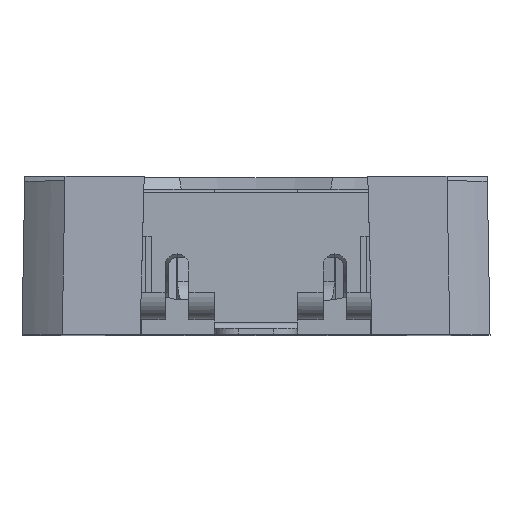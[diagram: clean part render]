
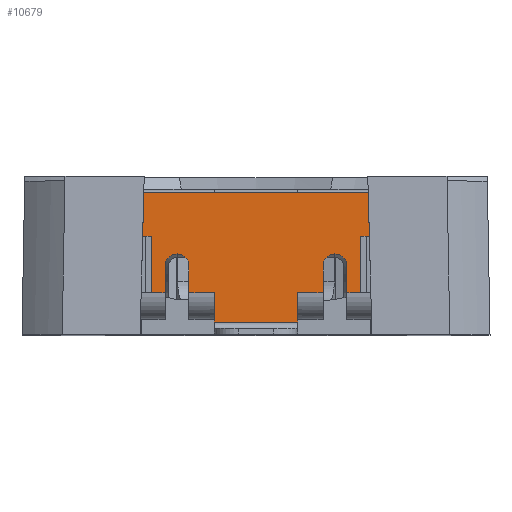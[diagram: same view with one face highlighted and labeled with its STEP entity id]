
A CAD part, top view. The second image highlights one B-rep face of the part: STEP entity #10679.
In plain terms, the highlighted planar face has unit normal (0, 0, 1).
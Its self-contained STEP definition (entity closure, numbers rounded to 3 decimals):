
#2242=EDGE_CURVE('',#5042,#5016,#5045,.T.);
#2244=EDGE_CURVE('',#5047,#5048,#5049,.T.);
#2246=EDGE_CURVE('',#5047,#5051,#5052,.T.);
#2248=EDGE_CURVE('',#5054,#5051,#5055,.T.);
#2250=EDGE_CURVE('',#5054,#5016,#5057,.T.);
#2252=EDGE_CURVE('',#5042,#5059,#5060,.T.);
#2254=EDGE_CURVE('',#5059,#5062,#5063,.T.);
#2256=EDGE_CURVE('',#5062,#5065,#5066,.T.);
#2258=EDGE_CURVE('',#5065,#5068,#5069,.T.);
#2260=EDGE_CURVE('',#5071,#5068,#5072,.T.);
#2262=EDGE_CURVE('',#5074,#5071,#5075,.T.);
#2264=EDGE_CURVE('',#5074,#5077,#5078,.T.);
#2266=EDGE_CURVE('',#5080,#5077,#5081,.T.);
#2268=EDGE_CURVE('',#5080,#5083,#5084,.T.);
#2270=EDGE_CURVE('',#5086,#5083,#5087,.T.);
#2272=EDGE_CURVE('',#5089,#5086,#5090,.T.);
#2274=EDGE_CURVE('',#5089,#5092,#5093,.T.);
#2276=EDGE_CURVE('',#5092,#5095,#5096,.T.);
#2278=EDGE_CURVE('',#5098,#5095,#5099,.T.);
#2280=EDGE_CURVE('',#5098,#5101,#5102,.T.);
#2282=EDGE_CURVE('',#5104,#5101,#5105,.T.);
#2284=EDGE_CURVE('',#5104,#5107,#5108,.T.);
#2286=EDGE_CURVE('',#5107,#5110,#5111,.T.);
#2288=EDGE_CURVE('',#5110,#5113,#5114,.T.);
#2290=EDGE_CURVE('',#5113,#5116,#5117,.T.);
#2292=EDGE_CURVE('',#5119,#5116,#5120,.T.);
#2294=EDGE_CURVE('',#5122,#5119,#5123,.T.);
#2296=EDGE_CURVE('',#5125,#5122,#5126,.T.);
#2298=EDGE_CURVE('',#5125,#5128,#5129,.T.);
#2300=EDGE_CURVE('',#5128,#5048,#5131,.T.);
#5016=VERTEX_POINT('',#9413);
#5042=VERTEX_POINT('',#9454);
#5045=LINE('',#9458,#9459);
#5047=VERTEX_POINT('',#9462);
#5048=VERTEX_POINT('',#9463);
#5049=LINE('',#9464,#9465);
#5051=VERTEX_POINT('',#9468);
#5052=LINE('',#9469,#9470);
#5054=VERTEX_POINT('',#9473);
#5055=CIRCLE('',#9474,0.4);
#5057=LINE('',#9477,#9478);
#5059=VERTEX_POINT('',#9481);
#5060=LINE('',#9482,#9483);
#5062=VERTEX_POINT('',#9486);
#5063=LINE('',#9487,#9488);
#5065=VERTEX_POINT('',#9491);
#5066=LINE('',#9492,#9493);
#5068=VERTEX_POINT('',#9496);
#5069=LINE('',#9497,#9498);
#5071=VERTEX_POINT('',#9501);
#5072=LINE('',#9502,#9503);
#5074=VERTEX_POINT('',#9506);
#5075=LINE('',#9507,#9508);
#5077=VERTEX_POINT('',#9511);
#5078=LINE('',#9512,#9513);
#5080=VERTEX_POINT('',#9516);
#5081=CIRCLE('',#9517,0.4);
#5083=VERTEX_POINT('',#9520);
#5084=LINE('',#9521,#9522);
#5086=VERTEX_POINT('',#9525);
#5087=LINE('',#9526,#9527);
#5089=VERTEX_POINT('',#9530);
#5090=LINE('',#9531,#9532);
#5092=VERTEX_POINT('',#9535);
#5093=LINE('',#9536,#9537);
#5095=VERTEX_POINT('',#9540);
#5096=LINE('',#9541,#9542);
#5098=VERTEX_POINT('',#9545);
#5099=LINE('',#9546,#9547);
#5101=VERTEX_POINT('',#9550);
#5102=LINE('',#9551,#9552);
#5104=VERTEX_POINT('',#9555);
#5105=LINE('',#9556,#9557);
#5107=VERTEX_POINT('',#9560);
#5108=LINE('',#9561,#9562);
#5110=VERTEX_POINT('',#9565);
#5111=LINE('',#9566,#9567);
#5113=VERTEX_POINT('',#9570);
#5114=LINE('',#9571,#9572);
#5116=VERTEX_POINT('',#9575);
#5117=LINE('',#9576,#9577);
#5119=VERTEX_POINT('',#9580);
#5120=LINE('',#9581,#9582);
#5122=VERTEX_POINT('',#9585);
#5123=LINE('',#9586,#9587);
#5125=VERTEX_POINT('',#9590);
#5126=LINE('',#9591,#9592);
#5128=VERTEX_POINT('',#9595);
#5129=LINE('',#9596,#9597);
#5131=LINE('',#9600,#9601);
#9413=CARTESIAN_POINT('',(-2.25,1.4,11.97));
#9454=CARTESIAN_POINT('',(-1.4,1.4,11.97));
#9458=CARTESIAN_POINT('',(-1.4,1.4,11.97));
#9459=VECTOR('',#14167,0.85);
#9462=CARTESIAN_POINT('',(-3.05,1.4,11.97));
#9463=CARTESIAN_POINT('',(-3.5,1.4,11.97));
#9464=CARTESIAN_POINT('',(-3.05,1.4,11.97));
#9465=VECTOR('',#14168,0.45);
#9468=CARTESIAN_POINT('',(-3.05,2.3,11.97));
#9469=CARTESIAN_POINT('',(-3.05,1.4,11.97));
#9470=VECTOR('',#14169,0.9);
#9473=CARTESIAN_POINT('',(-2.25,2.3,11.97));
#9474=AXIS2_PLACEMENT_3D('',#14170,#14171,#14172);
#9477=CARTESIAN_POINT('',(-2.25,2.3,11.97));
#9478=VECTOR('',#14173,0.9);
#9481=CARTESIAN_POINT('',(-1.4,0.5,11.97));
#9482=CARTESIAN_POINT('',(-1.4,1.4,11.97));
#9483=VECTOR('',#14174,0.9);
#9486=CARTESIAN_POINT('',(-1.4,0.4,11.97));
#9487=CARTESIAN_POINT('',(-1.4,0.5,11.97));
#9488=VECTOR('',#14175,0.1);
#9491=CARTESIAN_POINT('',(1.4,0.4,11.97));
#9492=CARTESIAN_POINT('',(-1.4,0.4,11.97));
#9493=VECTOR('',#14176,2.8);
#9496=CARTESIAN_POINT('',(1.4,0.5,11.97));
#9497=CARTESIAN_POINT('',(1.4,0.4,11.97));
#9498=VECTOR('',#14177,0.1);
#9501=CARTESIAN_POINT('',(1.4,1.4,11.97));
#9502=CARTESIAN_POINT('',(1.4,1.4,11.97));
#9503=VECTOR('',#14178,0.9);
#9506=CARTESIAN_POINT('',(2.25,1.4,11.97));
#9507=CARTESIAN_POINT('',(2.25,1.4,11.97));
#9508=VECTOR('',#14179,0.85);
#9511=CARTESIAN_POINT('',(2.25,2.3,11.97));
#9512=CARTESIAN_POINT('',(2.25,1.4,11.97));
#9513=VECTOR('',#14180,0.9);
#9516=CARTESIAN_POINT('',(3.05,2.3,11.97));
#9517=AXIS2_PLACEMENT_3D('',#14181,#14182,#14183);
#9520=CARTESIAN_POINT('',(3.05,1.4,11.97));
#9521=CARTESIAN_POINT('',(3.05,2.3,11.97));
#9522=VECTOR('',#14184,0.9);
#9525=CARTESIAN_POINT('',(3.5,1.4,11.97));
#9526=CARTESIAN_POINT('',(3.5,1.4,11.97));
#9527=VECTOR('',#14185,0.45);
#9530=CARTESIAN_POINT('',(3.5,3.3,11.97));
#9531=CARTESIAN_POINT('',(3.5,3.3,11.97));
#9532=VECTOR('',#14186,1.9);
#9535=CARTESIAN_POINT('',(4.5,3.3,11.97));
#9536=CARTESIAN_POINT('',(3.5,3.3,11.97));
#9537=VECTOR('',#14187,1.0);
#9540=CARTESIAN_POINT('',(4.5,1.4,11.97));
#9541=CARTESIAN_POINT('',(4.5,3.3,11.97));
#9542=VECTOR('',#14188,1.9);
#9545=CARTESIAN_POINT('',(4.748,1.4,11.97));
#9546=CARTESIAN_POINT('',(4.748,1.4,11.97));
#9547=VECTOR('',#14189,0.248);
#9550=CARTESIAN_POINT('',(4.748,1.762,11.97));
#9551=CARTESIAN_POINT('',(4.748,1.4,11.97));
#9552=VECTOR('',#14190,0.362);
#9555=CARTESIAN_POINT('',(5.5,1.762,11.97));
#9556=CARTESIAN_POINT('',(5.5,1.762,11.97));
#9557=VECTOR('',#14191,0.752);
#9560=CARTESIAN_POINT('',(5.5,4.75,11.97));
#9561=CARTESIAN_POINT('',(5.5,1.762,11.97));
#9562=VECTOR('',#14192,2.988);
#9565=CARTESIAN_POINT('',(-5.5,4.75,11.97));
#9566=CARTESIAN_POINT('',(5.5,4.75,11.97));
#9567=VECTOR('',#14193,11.0);
#9570=CARTESIAN_POINT('',(-5.507,1.762,11.97));
#9571=CARTESIAN_POINT('',(-5.5,4.75,11.97));
#9572=VECTOR('',#14194,2.988);
#9575=CARTESIAN_POINT('',(-4.748,1.762,11.97));
#9576=CARTESIAN_POINT('',(-5.507,1.762,11.97));
#9577=VECTOR('',#14195,0.759);
#9580=CARTESIAN_POINT('',(-4.748,1.4,11.97));
#9581=CARTESIAN_POINT('',(-4.748,1.4,11.97));
#9582=VECTOR('',#14196,0.362);
#9585=CARTESIAN_POINT('',(-4.5,1.4,11.97));
#9586=CARTESIAN_POINT('',(-4.5,1.4,11.97));
#9587=VECTOR('',#14197,0.248);
#9590=CARTESIAN_POINT('',(-4.5,3.3,11.97));
#9591=CARTESIAN_POINT('',(-4.5,3.3,11.97));
#9592=VECTOR('',#14198,1.9);
#9595=CARTESIAN_POINT('',(-3.5,3.3,11.97));
#9596=CARTESIAN_POINT('',(-4.5,3.3,11.97));
#9597=VECTOR('',#14199,1.0);
#9600=CARTESIAN_POINT('',(-3.5,3.3,11.97));
#9601=VECTOR('',#14200,1.9);
#10679=ADVANCED_FACE('',(#14598),#14599,.T.);
#14167=DIRECTION('',(-1.0,0.0,0.0));
#14168=DIRECTION('',(-1.,0.,0.));
#14169=DIRECTION('',(0.0,1.0,0.0));
#14170=CARTESIAN_POINT('',(-2.65,2.3,11.97));
#14171=DIRECTION('',(0.0,0.0,1.0));
#14172=DIRECTION('',(1.0,0.0,0.0));
#14173=DIRECTION('',(0.0,-1.0,0.0));
#14174=DIRECTION('',(0.0,-1.0,0.0));
#14175=DIRECTION('',(0.0,-1.0,0.0));
#14176=DIRECTION('',(1.0,0.0,0.0));
#14177=DIRECTION('',(0.0,1.0,0.0));
#14178=DIRECTION('',(0.0,-1.0,0.0));
#14179=DIRECTION('',(-1.0,0.0,0.0));
#14180=DIRECTION('',(0.0,1.0,0.0));
#14181=CARTESIAN_POINT('',(2.65,2.3,11.97));
#14182=DIRECTION('',(0.0,0.0,1.0));
#14183=DIRECTION('',(1.0,0.0,0.0));
#14184=DIRECTION('',(0.0,-1.0,0.0));
#14185=DIRECTION('',(-1.,0.,0.));
#14186=DIRECTION('',(0.0,-1.0,0.));
#14187=DIRECTION('',(1.0,0.0,0.0));
#14188=DIRECTION('',(0.0,-1.0,0.));
#14189=DIRECTION('',(-1.,0.,0.));
#14190=DIRECTION('',(0.0,1.0,0.0));
#14191=DIRECTION('',(-1.0,0.0,0.0));
#14192=DIRECTION('',(0.0,1.0,0.0));
#14193=DIRECTION('',(-1.0,0.0,0.0));
#14194=DIRECTION('',(-0.002,-1.,0.0));
#14195=DIRECTION('',(1.0,0.0,0.0));
#14196=DIRECTION('',(0.0,1.0,0.0));
#14197=DIRECTION('',(-1.,0.,0.));
#14198=DIRECTION('',(0.0,-1.0,0.));
#14199=DIRECTION('',(1.0,0.0,0.0));
#14200=DIRECTION('',(0.0,-1.0,0.));
#14598=FACE_OUTER_BOUND('',#16177,.T.);
#14599=PLANE('',#16178);
#16177=EDGE_LOOP('',(#18338,#18339,#18340,#18341,#18342,#18343,#18344,#18345,#18346,#18347,#18348,#18349,#18350,#18351,#18352,#18353,#18354,#18355,#18356,#18357,#18358,#18359,#18360,#18361,#18362,#18363,#18364,#18365,#18366,#18367));
#16178=AXIS2_PLACEMENT_3D('',#18368,#18369,#18370);
#18338=ORIENTED_EDGE('',*,*,#2244,.F.);
#18339=ORIENTED_EDGE('',*,*,#2246,.T.);
#18340=ORIENTED_EDGE('',*,*,#2248,.F.);
#18341=ORIENTED_EDGE('',*,*,#2250,.T.);
#18342=ORIENTED_EDGE('',*,*,#2242,.F.);
#18343=ORIENTED_EDGE('',*,*,#2252,.T.);
#18344=ORIENTED_EDGE('',*,*,#2254,.T.);
#18345=ORIENTED_EDGE('',*,*,#2256,.T.);
#18346=ORIENTED_EDGE('',*,*,#2258,.T.);
#18347=ORIENTED_EDGE('',*,*,#2260,.F.);
#18348=ORIENTED_EDGE('',*,*,#2262,.F.);
#18349=ORIENTED_EDGE('',*,*,#2264,.T.);
#18350=ORIENTED_EDGE('',*,*,#2266,.F.);
#18351=ORIENTED_EDGE('',*,*,#2268,.T.);
#18352=ORIENTED_EDGE('',*,*,#2270,.F.);
#18353=ORIENTED_EDGE('',*,*,#2272,.F.);
#18354=ORIENTED_EDGE('',*,*,#2274,.T.);
#18355=ORIENTED_EDGE('',*,*,#2276,.T.);
#18356=ORIENTED_EDGE('',*,*,#2278,.F.);
#18357=ORIENTED_EDGE('',*,*,#2280,.T.);
#18358=ORIENTED_EDGE('',*,*,#2282,.F.);
#18359=ORIENTED_EDGE('',*,*,#2284,.T.);
#18360=ORIENTED_EDGE('',*,*,#2286,.T.);
#18361=ORIENTED_EDGE('',*,*,#2288,.T.);
#18362=ORIENTED_EDGE('',*,*,#2290,.T.);
#18363=ORIENTED_EDGE('',*,*,#2292,.F.);
#18364=ORIENTED_EDGE('',*,*,#2294,.F.);
#18365=ORIENTED_EDGE('',*,*,#2296,.F.);
#18366=ORIENTED_EDGE('',*,*,#2298,.T.);
#18367=ORIENTED_EDGE('',*,*,#2300,.T.);
#18368=CARTESIAN_POINT('',(0.0,3.4,11.97));
#18369=DIRECTION('',(0.0,0.0,1.0));
#18370=DIRECTION('',(1.0,0.0,0.0));
